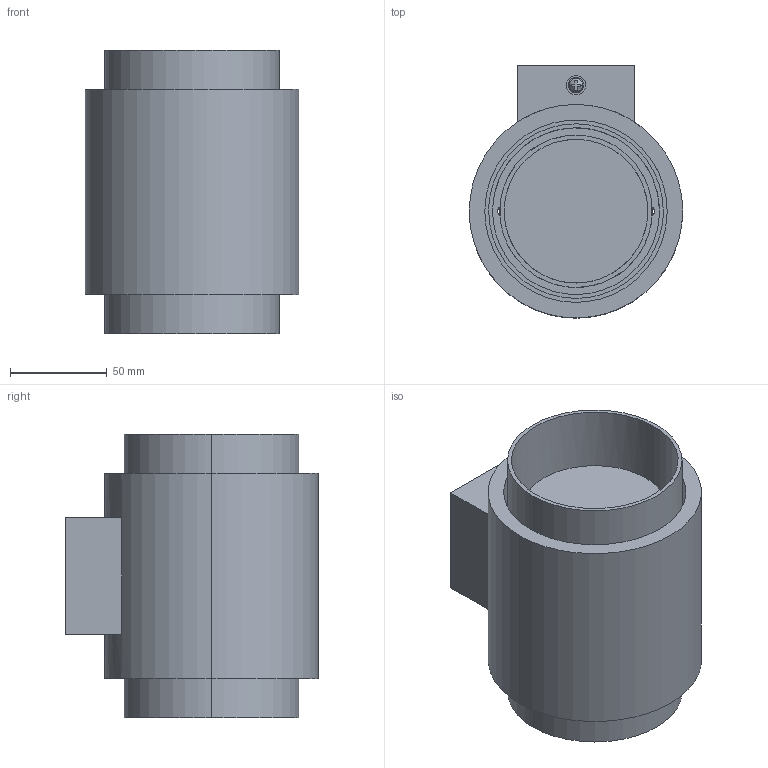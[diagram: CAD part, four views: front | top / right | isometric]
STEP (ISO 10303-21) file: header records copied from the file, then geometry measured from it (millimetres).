
FILE_DESCRIPTION(/* description */ (''),/* implementation_level */ '2;1');
FILE_NAME(/* name */ 'T076_Fede_PareteCircolare',/* time_stamp */ '2023-09-14T15:36:47+02:00',/* author */ (''),/* organization */ (''),/* preprocessor_version */ 'ST-DEVELOPER v16.5',/* originating_system */ 'Rhino 7.20',/* authorisation */ '');
FILE_SCHEMA (('CONFIG_CONTROL_DESIGN'));
Length unit declared in the file: millimetre
Products named in the file (1): Document
Bounding box: 110 x 130 x 146 mm (x, y, z)
Volume: 708180.1 mm3; surface area: 280213 mm2
Topology: 27 solids, 27 shells, 466 faces, 1085 edges, 718 vertices
Faces by surface type: cylinder 262, plane 186, bspline 18
Entity records: 12625 total; most frequent: CARTESIAN_POINT 5220, ORIENTED_EDGE 2170, EDGE_CURVE 1085, VERTEX_POINT 718, EDGE_LOOP 597, ADVANCED_FACE 466, FACE_OUTER_BOUND 466, DIRECTION 442
